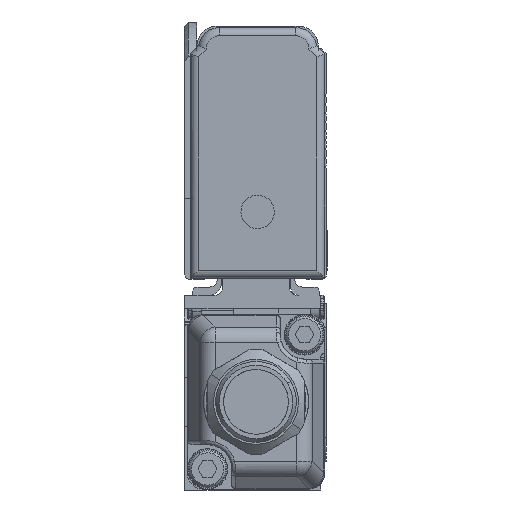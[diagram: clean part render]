
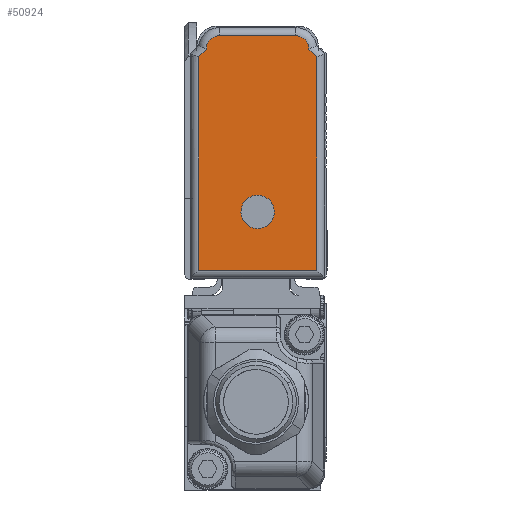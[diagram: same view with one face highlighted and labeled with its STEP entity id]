
A CAD part, front view. The second image highlights one B-rep face of the part: STEP entity #50924.
In plain terms, the highlighted planar face has unit normal (0, -1, 0).
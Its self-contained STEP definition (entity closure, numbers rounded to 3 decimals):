
#50779=AXIS2_PLACEMENT_3D('Circle Axis2P3D',#50777,#50778,$) ;
#50820=AXIS2_PLACEMENT_3D('Circle Axis2P3D',#50818,#50819,$) ;
#50894=AXIS2_PLACEMENT_3D('Plane Axis2P3D',#50891,#50892,#50893) ;
#50908=AXIS2_PLACEMENT_3D('Circle Axis2P3D',#50906,#50907,$) ;
#50917=AXIS2_PLACEMENT_3D('Circle Axis2P3D',#50915,#50916,$) ;
#50383=CARTESIAN_POINT('Vertex',(7.3,0.,18.886)) ;
#50393=CARTESIAN_POINT('Vertex',(6.33,0.,19.855)) ;
#50396=CARTESIAN_POINT('Line Origine',(6.963,0.,19.222)) ;
#50426=CARTESIAN_POINT('Vertex',(7.3,0.,-7.5)) ;
#50429=CARTESIAN_POINT('Line Origine',(7.3,0.,5.39)) ;
#50459=CARTESIAN_POINT('Vertex',(-7.3,0.,-7.5)) ;
#50462=CARTESIAN_POINT('Line Origine',(0.,0.,-7.5)) ;
#50486=CARTESIAN_POINT('Vertex',(-7.3,0.,18.886)) ;
#50489=CARTESIAN_POINT('Line Origine',(-7.3,0.,5.39)) ;
#50774=CARTESIAN_POINT('Vertex',(4.731,0.,21.5)) ;
#50777=CARTESIAN_POINT('Axis2P3D Location',(4.731,0.,19.9)) ;
#50798=CARTESIAN_POINT('Vertex',(-4.731,0.,21.5)) ;
#50801=CARTESIAN_POINT('Line Origine',(0.,0.,21.5)) ;
#50818=CARTESIAN_POINT('Axis2P3D Location',(-4.731,0.,19.9)) ;
#50822=CARTESIAN_POINT('Vertex',(-6.33,0.,19.855)) ;
#50845=CARTESIAN_POINT('Line Origine',(-6.963,0.,19.222)) ;
#50891=CARTESIAN_POINT('Axis2P3D Location',(0.,0.,0.)) ;
#50906=CARTESIAN_POINT('Axis2P3D Location',(0.,0.,-0.3)) ;
#50910=CARTESIAN_POINT('Vertex',(-1.814,0.,0.691)) ;
#50912=CARTESIAN_POINT('Vertex',(1.814,0.,-1.291)) ;
#50915=CARTESIAN_POINT('Axis2P3D Location',(0.,0.,-0.3)) ;
#50397=DIRECTION('Vector Direction',(-0.707,0.,0.707)) ;
#50430=DIRECTION('Vector Direction',(0.,0.,1.)) ;
#50463=DIRECTION('Vector Direction',(1.,0.,0.)) ;
#50490=DIRECTION('Vector Direction',(0.,0.,-1.)) ;
#50778=DIRECTION('Axis2P3D Direction',(0.,1.,-0.)) ;
#50802=DIRECTION('Vector Direction',(-1.,0.,0.)) ;
#50819=DIRECTION('Axis2P3D Direction',(-0.,1.,0.)) ;
#50846=DIRECTION('Vector Direction',(0.707,0.,0.707)) ;
#50892=DIRECTION('Axis2P3D Direction',(0.,1.,0.)) ;
#50893=DIRECTION('Axis2P3D XDirection',(0.,0.,1.)) ;
#50907=DIRECTION('Axis2P3D Direction',(0.,1.,0.)) ;
#50916=DIRECTION('Axis2P3D Direction',(0.,1.,0.)) ;
#50398=VECTOR('Line Direction',#50397,1.) ;
#50431=VECTOR('Line Direction',#50430,1.) ;
#50464=VECTOR('Line Direction',#50463,1.) ;
#50491=VECTOR('Line Direction',#50490,1.) ;
#50803=VECTOR('Line Direction',#50802,1.) ;
#50847=VECTOR('Line Direction',#50846,1.) ;
#50897=ORIENTED_EDGE('',*,*,#50400,.F.) ;
#50898=ORIENTED_EDGE('',*,*,#50781,.F.) ;
#50899=ORIENTED_EDGE('',*,*,#50805,.F.) ;
#50900=ORIENTED_EDGE('',*,*,#50824,.F.) ;
#50901=ORIENTED_EDGE('',*,*,#50849,.F.) ;
#50902=ORIENTED_EDGE('',*,*,#50493,.F.) ;
#50903=ORIENTED_EDGE('',*,*,#50466,.F.) ;
#50904=ORIENTED_EDGE('',*,*,#50433,.F.) ;
#50921=ORIENTED_EDGE('',*,*,#50914,.T.) ;
#50922=ORIENTED_EDGE('',*,*,#50919,.T.) ;
#50923=FACE_BOUND('',#50920,.T.) ;
#50924=ADVANCED_FACE('\X2\FF8EFF9EFF83FF9EFF68FF70\X0\.2',(#50905,#50923),#50895,.F.) ;
#50780=CIRCLE('generated circle',#50779,1.6) ;
#50821=CIRCLE('generated circle',#50820,1.6) ;
#50909=CIRCLE('generated circle',#50908,2.067) ;
#50918=CIRCLE('generated circle',#50917,2.067) ;
#50400=EDGE_CURVE('',#50394,#50384,#50399,.F.) ;
#50433=EDGE_CURVE('',#50384,#50427,#50432,.F.) ;
#50466=EDGE_CURVE('',#50427,#50460,#50465,.F.) ;
#50493=EDGE_CURVE('',#50460,#50487,#50492,.F.) ;
#50781=EDGE_CURVE('',#50775,#50394,#50780,.T.) ;
#50805=EDGE_CURVE('',#50799,#50775,#50804,.F.) ;
#50824=EDGE_CURVE('',#50823,#50799,#50821,.T.) ;
#50849=EDGE_CURVE('',#50487,#50823,#50848,.T.) ;
#50914=EDGE_CURVE('',#50911,#50913,#50909,.T.) ;
#50919=EDGE_CURVE('',#50913,#50911,#50918,.T.) ;
#50896=EDGE_LOOP('',(#50897,#50898,#50899,#50900,#50901,#50902,#50903,#50904)) ;
#50920=EDGE_LOOP('',(#50921,#50922)) ;
#50905=FACE_OUTER_BOUND('',#50896,.T.) ;
#50399=LINE('Line',#50396,#50398) ;
#50432=LINE('Line',#50429,#50431) ;
#50465=LINE('Line',#50462,#50464) ;
#50492=LINE('Line',#50489,#50491) ;
#50804=LINE('Line',#50801,#50803) ;
#50848=LINE('Line',#50845,#50847) ;
#50895=PLANE('Plane',#50894) ;
#50384=VERTEX_POINT('',#50383) ;
#50394=VERTEX_POINT('',#50393) ;
#50427=VERTEX_POINT('',#50426) ;
#50460=VERTEX_POINT('',#50459) ;
#50487=VERTEX_POINT('',#50486) ;
#50775=VERTEX_POINT('',#50774) ;
#50799=VERTEX_POINT('',#50798) ;
#50823=VERTEX_POINT('',#50822) ;
#50911=VERTEX_POINT('',#50910) ;
#50913=VERTEX_POINT('',#50912) ;
